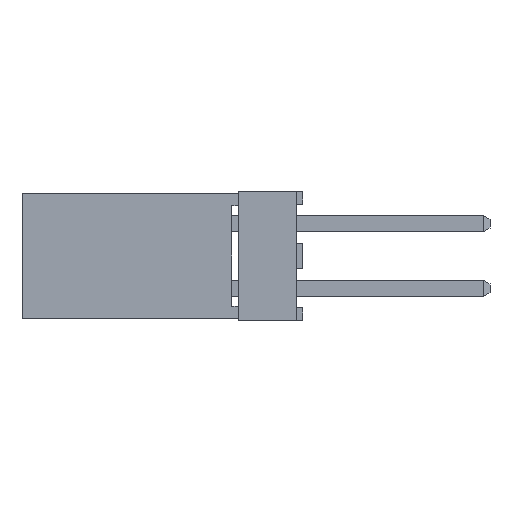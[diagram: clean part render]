
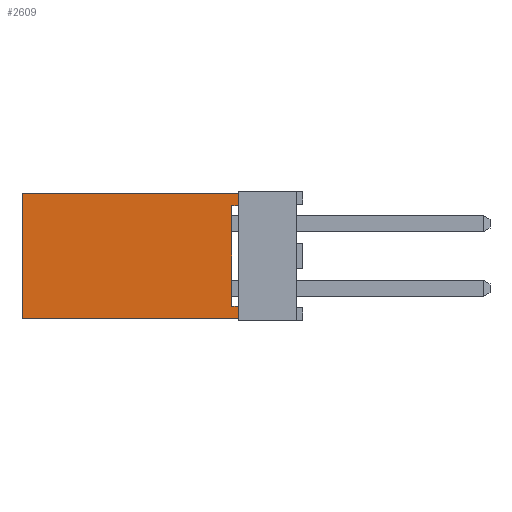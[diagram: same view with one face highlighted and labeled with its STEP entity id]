
A CAD part, left-side view. The second image highlights one B-rep face of the part: STEP entity #2609.
In plain terms, the highlighted planar face has unit normal (-1, 0, 0).
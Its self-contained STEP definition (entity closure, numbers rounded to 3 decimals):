
#135 = LINE ( 'NONE', #10007, #3491 ) ;
#206 = DIRECTION ( 'NONE',  ( 0., 1., 0. ) ) ;
#377 = DIRECTION ( 'NONE',  ( 0., 0., 1. ) ) ;
#770 = EDGE_CURVE ( 'NONE', #9074, #5816, #11341, .T. ) ;
#909 = LINE ( 'NONE', #8070, #8684 ) ;
#926 = EDGE_LOOP ( 'NONE', ( #10734, #1637, #5850, #5139, #11512, #4483, #4822, #7700 ) ) ;
#1577 = EDGE_CURVE ( 'NONE', #4267, #5816, #9647, .T. ) ;
#1594 = DIRECTION ( 'NONE',  ( 0., -1., 0. ) ) ;
#1637 = ORIENTED_EDGE ( 'NONE', *, *, #770, .T. ) ;
#1773 = CARTESIAN_POINT ( 'NONE',  ( 0., 0.254, -1.969 ) ) ;
#1938 = VERTEX_POINT ( 'NONE', #8621 ) ;
#1977 = DIRECTION ( 'NONE',  ( 0., -1., 0. ) ) ;
#2087 = LINE ( 'NONE', #9416, #9678 ) ;
#2089 = CARTESIAN_POINT ( 'NONE',  ( 0., 8.509, -2.477 ) ) ;
#2219 = VECTOR ( 'NONE', #5281, 1000. ) ;
#2253 = VERTEX_POINT ( 'NONE', #11035 ) ;
#2417 = EDGE_CURVE ( 'NONE', #10815, #10639, #6911, .T. ) ;
#2609 = ADVANCED_FACE ( 'NONE', ( #10962 ), #5614, .F. ) ;
#3132 = EDGE_CURVE ( 'NONE', #1938, #4267, #135, .T. ) ;
#3177 = CARTESIAN_POINT ( 'NONE',  ( 0., 0., -2.477 ) ) ;
#3491 = VECTOR ( 'NONE', #8355, 1000. ) ;
#3696 = VERTEX_POINT ( 'NONE', #3177 ) ;
#3718 = CARTESIAN_POINT ( 'NONE',  ( 0., 0., 1.969 ) ) ;
#3875 = CARTESIAN_POINT ( 'NONE',  ( 0., 0., -1.969 ) ) ;
#3879 = EDGE_CURVE ( 'NONE', #2253, #10815, #6500, .T. ) ;
#4267 = VERTEX_POINT ( 'NONE', #9082 ) ;
#4413 = EDGE_CURVE ( 'NONE', #3696, #2253, #2087, .T. ) ;
#4483 = ORIENTED_EDGE ( 'NONE', *, *, #4413, .T. ) ;
#4822 = ORIENTED_EDGE ( 'NONE', *, *, #3879, .T. ) ;
#5139 = ORIENTED_EDGE ( 'NONE', *, *, #3132, .F. ) ;
#5213 = DIRECTION ( 'NONE',  ( 0., 0., 1. ) ) ;
#5281 = DIRECTION ( 'NONE',  ( 0., 0., 1. ) ) ;
#5474 = EDGE_CURVE ( 'NONE', #1938, #3696, #10028, .T. ) ;
#5614 = PLANE ( 'NONE',  #8719 ) ;
#5718 = VECTOR ( 'NONE', #7326, 1000. ) ;
#5816 = VERTEX_POINT ( 'NONE', #9841 ) ;
#5850 = ORIENTED_EDGE ( 'NONE', *, *, #1577, .F. ) ;
#5941 = CARTESIAN_POINT ( 'NONE',  ( 0., 0.254, 1.969 ) ) ;
#6500 = LINE ( 'NONE', #3875, #5718 ) ;
#6911 = LINE ( 'NONE', #9683, #10976 ) ;
#6980 = CARTESIAN_POINT ( 'NONE',  ( 0., 0., -2.477 ) ) ;
#7317 = CARTESIAN_POINT ( 'NONE',  ( 0., 8.509, -2.477 ) ) ;
#7326 = DIRECTION ( 'NONE',  ( 0., 1., 0. ) ) ;
#7700 = ORIENTED_EDGE ( 'NONE', *, *, #2417, .T. ) ;
#7946 = VECTOR ( 'NONE', #1594, 1000. ) ;
#8070 = CARTESIAN_POINT ( 'NONE',  ( 0., 0.254, 1.969 ) ) ;
#8355 = DIRECTION ( 'NONE',  ( 0., 0., 1. ) ) ;
#8374 = DIRECTION ( 'NONE',  ( 1., 0., 0. ) ) ;
#8621 = CARTESIAN_POINT ( 'NONE',  ( 0., 8.509, -2.477 ) ) ;
#8684 = VECTOR ( 'NONE', #9604, 1000. ) ;
#8719 = AXIS2_PLACEMENT_3D ( 'NONE', #2089, #8374, #206 ) ;
#9074 = VERTEX_POINT ( 'NONE', #3718 ) ;
#9082 = CARTESIAN_POINT ( 'NONE',  ( 0., 8.509, 2.477 ) ) ;
#9312 = VECTOR ( 'NONE', #1977, 1000. ) ;
#9416 = CARTESIAN_POINT ( 'NONE',  ( 0., 0., -2.477 ) ) ;
#9604 = DIRECTION ( 'NONE',  ( 0., -1., 0. ) ) ;
#9647 = LINE ( 'NONE', #11456, #7946 ) ;
#9678 = VECTOR ( 'NONE', #377, 1000. ) ;
#9683 = CARTESIAN_POINT ( 'NONE',  ( 0., 0.254, -1.969 ) ) ;
#9841 = CARTESIAN_POINT ( 'NONE',  ( 0., 0., 2.477 ) ) ;
#10007 = CARTESIAN_POINT ( 'NONE',  ( 0., 8.509, -2.477 ) ) ;
#10028 = LINE ( 'NONE', #7317, #9312 ) ;
#10639 = VERTEX_POINT ( 'NONE', #5941 ) ;
#10734 = ORIENTED_EDGE ( 'NONE', *, *, #11450, .T. ) ;
#10815 = VERTEX_POINT ( 'NONE', #1773 ) ;
#10962 = FACE_OUTER_BOUND ( 'NONE', #926, .T. ) ;
#10976 = VECTOR ( 'NONE', #5213, 1000. ) ;
#11035 = CARTESIAN_POINT ( 'NONE',  ( 0., 0., -1.969 ) ) ;
#11341 = LINE ( 'NONE', #6980, #2219 ) ;
#11450 = EDGE_CURVE ( 'NONE', #10639, #9074, #909, .T. ) ;
#11456 = CARTESIAN_POINT ( 'NONE',  ( 0., 8.509, 2.477 ) ) ;
#11512 = ORIENTED_EDGE ( 'NONE', *, *, #5474, .T. ) ;
